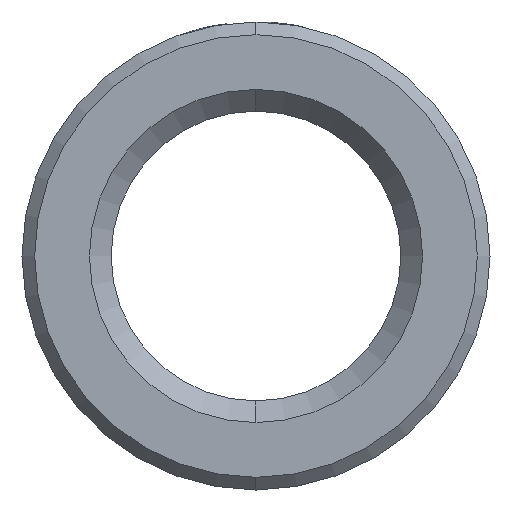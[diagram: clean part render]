
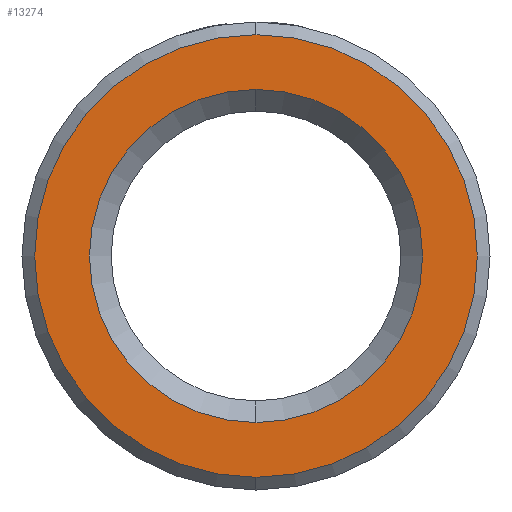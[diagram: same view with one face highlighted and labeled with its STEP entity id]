
A CAD part, left-side view. The second image highlights one B-rep face of the part: STEP entity #13274.
In plain terms, the highlighted planar face has unit normal (-1, 0, 0).
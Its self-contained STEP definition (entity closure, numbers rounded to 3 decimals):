
#441 = EDGE_LOOP ( 'NONE', ( #13960, #10070 ) ) ;
#506 = DIRECTION ( 'NONE',  ( 1., 0., 0. ) ) ;
#772 = AXIS2_PLACEMENT_3D ( 'NONE', #6087, #506, #10745 ) ;
#1012 = CIRCLE ( 'NONE', #11112, 6.585 ) ;
#1344 = AXIS2_PLACEMENT_3D ( 'NONE', #12150, #4333, #11167 ) ;
#1929 = DIRECTION ( 'NONE',  ( 0., 0., -1. ) ) ;
#2110 = VERTEX_POINT ( 'NONE', #12830 ) ;
#2427 = EDGE_CURVE ( 'NONE', #12329, #5024, #14501, .T. ) ;
#3473 = CARTESIAN_POINT ( 'NONE',  ( 0., 0., 8.75 ) ) ;
#4096 = DIRECTION ( 'NONE',  ( -1., 0., 0. ) ) ;
#4333 = DIRECTION ( 'NONE',  ( -1., 0., 0. ) ) ;
#5024 = VERTEX_POINT ( 'NONE', #3473 ) ;
#5081 = CARTESIAN_POINT ( 'NONE',  ( 0., 0., 0. ) ) ;
#5179 = CARTESIAN_POINT ( 'NONE',  ( 0., 0., 0. ) ) ;
#5219 = DIRECTION ( 'NONE',  ( 0., 0., -1. ) ) ;
#5468 = FACE_BOUND ( 'NONE', #441, .T. ) ;
#5592 = AXIS2_PLACEMENT_3D ( 'NONE', #5081, #4096, #5219 ) ;
#5982 = AXIS2_PLACEMENT_3D ( 'NONE', #5179, #8646, #1929 ) ;
#6087 = CARTESIAN_POINT ( 'NONE',  ( 0., 0., 0. ) ) ;
#7466 = CARTESIAN_POINT ( 'NONE',  ( 0., 0., -6.585 ) ) ;
#8415 = PLANE ( 'NONE',  #772 ) ;
#8462 = FACE_OUTER_BOUND ( 'NONE', #8770, .T. ) ;
#8646 = DIRECTION ( 'NONE',  ( 1., 0., 0. ) ) ;
#8664 = VERTEX_POINT ( 'NONE', #7466 ) ;
#8770 = EDGE_LOOP ( 'NONE', ( #11290, #14417 ) ) ;
#10070 = ORIENTED_EDGE ( 'NONE', *, *, #14469, .T. ) ;
#10745 = DIRECTION ( 'NONE',  ( 0., 0., -1. ) ) ;
#11112 = AXIS2_PLACEMENT_3D ( 'NONE', #13592, #11367, #14582 ) ;
#11167 = DIRECTION ( 'NONE',  ( 0., 0., -1. ) ) ;
#11290 = ORIENTED_EDGE ( 'NONE', *, *, #2427, .T. ) ;
#11353 = CARTESIAN_POINT ( 'NONE',  ( 0., 0., -8.75 ) ) ;
#11367 = DIRECTION ( 'NONE',  ( 1., 0., 0. ) ) ;
#12150 = CARTESIAN_POINT ( 'NONE',  ( 0., 0., 0. ) ) ;
#12329 = VERTEX_POINT ( 'NONE', #11353 ) ;
#12725 = CIRCLE ( 'NONE', #1344, 8.75 ) ;
#12830 = CARTESIAN_POINT ( 'NONE',  ( 0., 0., 6.585 ) ) ;
#13077 = EDGE_CURVE ( 'NONE', #5024, #12329, #12725, .T. ) ;
#13274 = ADVANCED_FACE ( 'NONE', ( #8462, #5468 ), #8415, .F. ) ;
#13557 = CIRCLE ( 'NONE', #5982, 6.585 ) ;
#13592 = CARTESIAN_POINT ( 'NONE',  ( 0., 0., 0. ) ) ;
#13807 = EDGE_CURVE ( 'NONE', #2110, #8664, #1012, .T. ) ;
#13960 = ORIENTED_EDGE ( 'NONE', *, *, #13807, .T. ) ;
#14417 = ORIENTED_EDGE ( 'NONE', *, *, #13077, .T. ) ;
#14469 = EDGE_CURVE ( 'NONE', #8664, #2110, #13557, .T. ) ;
#14501 = CIRCLE ( 'NONE', #5592, 8.75 ) ;
#14582 = DIRECTION ( 'NONE',  ( 0., 0., -1. ) ) ;
